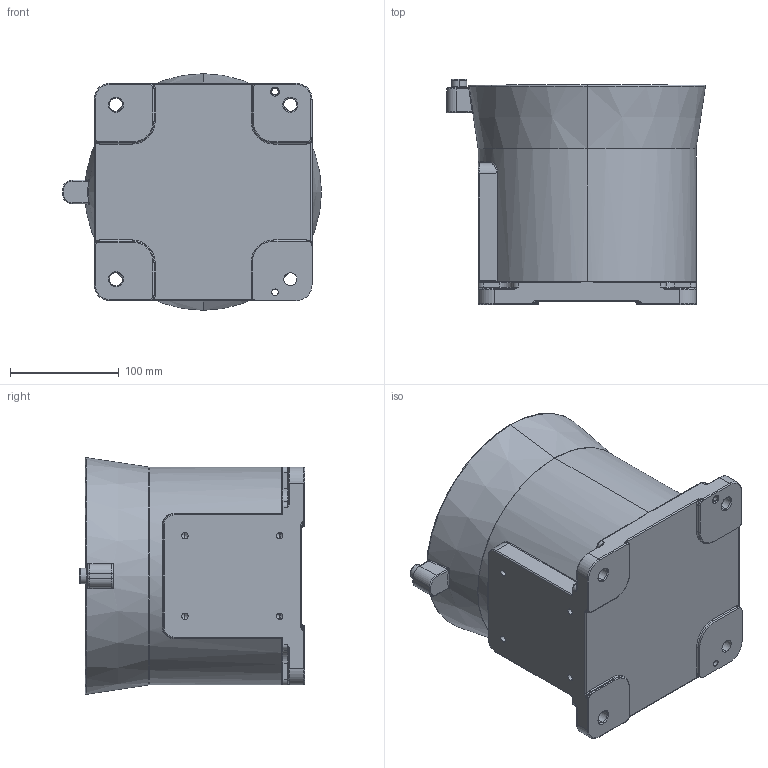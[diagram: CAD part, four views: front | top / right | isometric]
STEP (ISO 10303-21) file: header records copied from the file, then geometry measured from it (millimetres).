
FILE_DESCRIPTION (( 'STEP AP203' ), '1' );
FILE_NAME ('Base_Default_sldprt.STEP', '2022-06-04T20:59:46', ( '' ), ( '' ), 'SwSTEP 2.0', 'SolidWorks 2020', '' );
FILE_SCHEMA (( 'CONFIG_CONTROL_DESIGN' ));
Length unit declared in the file: millimetre
Products named in the file (1): Base_Default_sldprt
Bounding box: 237.61 x 207 x 217.22 mm (x, y, z)
Volume: 2683672.6 mm3; surface area: 307970.4 mm2
Topology: 1 solids, 1 shells, 339 faces, 813 edges, 446 vertices
Faces by surface type: cylinder 142, torus 90, plane 45, bspline 34, cone 28
Entity records: 11813 total; most frequent: CARTESIAN_POINT 4126, DIRECTION 1706, ORIENTED_EDGE 1546, EDGE_CURVE 773, AXIS2_PLACEMENT_3D 714, VERTEX_POINT 446, CIRCLE 408, EDGE_LOOP 361
